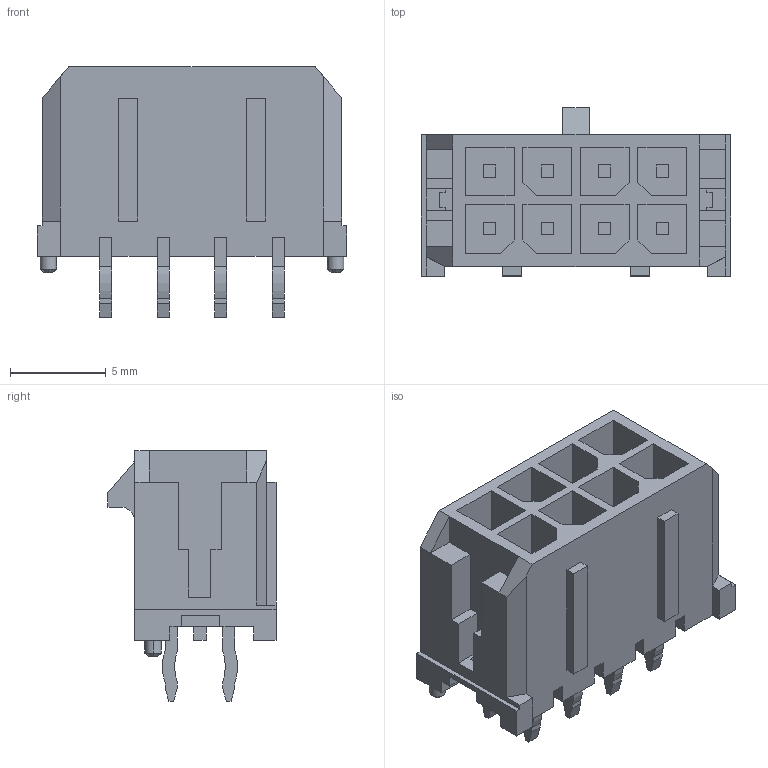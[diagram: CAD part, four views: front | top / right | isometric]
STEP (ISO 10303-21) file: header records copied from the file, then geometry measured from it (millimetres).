
FILE_DESCRIPTION(('STEP AP242'),'1');
FILE_NAME('43045-0814.stp','2023-05-09T13:46:00',('TraceParts'),('TraceParts S.A.'),'Spatial InterOp 3D',' ',' ');
FILE_SCHEMA(('AP242_MANAGED_MODEL_BASED_3D_ENGINEERING_MIM_LF {1 0 10303 442 1 1 4}'));
Length unit declared in the file: millimetre
Products named in the file (1): 43045-0814_1
Bounding box: 16.15 x 8.77 x 13.09 mm (x, y, z)
Volume: 653.6 mm3; surface area: 1452.6 mm2
Topology: 1 solids, 1 shells, 375 faces, 1015 edges, 688 vertices
Faces by surface type: plane 346, cylinder 21, cone 8
Entity records: 11533 total; most frequent: CARTESIAN_POINT 2032, ORIENTED_EDGE 1982, DIRECTION 1843, EDGE_CURVE 991, LINE 941, VECTOR 941, VERTEX_POINT 640, AXIS2_PLACEMENT_3D 451
